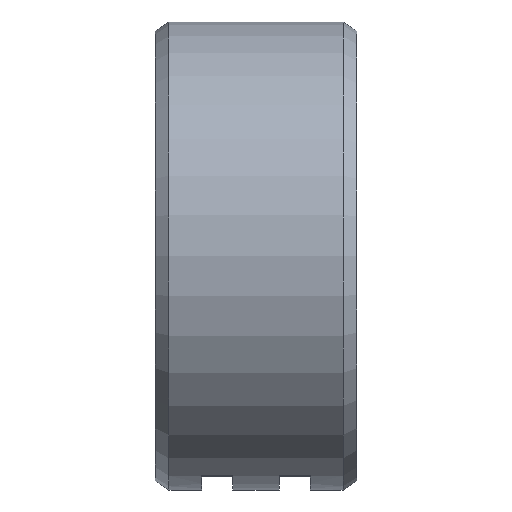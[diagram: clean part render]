
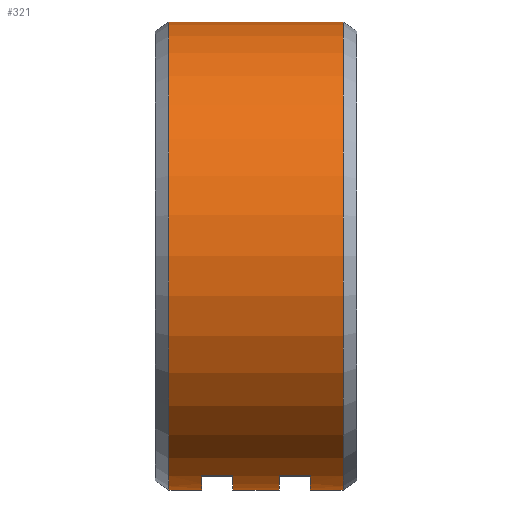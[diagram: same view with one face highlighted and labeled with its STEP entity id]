
A CAD part, top view. The second image highlights one B-rep face of the part: STEP entity #321.
In plain terms, the highlighted cylindrical face has radius 570 mm (diameter 1140 mm), a partial arc.
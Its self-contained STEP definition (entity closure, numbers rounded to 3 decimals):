
#243 = EDGE_CURVE( '', #521, #273, #651, .T. );
#247 = VERTEX_POINT( '', #655 );
#273 = VERTEX_POINT( '', #684 );
#289 = EDGE_CURVE( '', #547, #521, #701, .T. );
#293 = EDGE_CURVE( '', #507, #301, #706, .T. );
#297 = VERTEX_POINT( '', #710 );
#301 = VERTEX_POINT( '', #714 );
#309 = VERTEX_POINT( '', #722 );
#321 = ADVANCED_FACE( '', ( #735 ), #736, .T. );
#377 = EDGE_CURVE( '', #273, #507, #798, .T. );
#379 = EDGE_CURVE( '', #247, #441, #800, .T. );
#427 = EDGE_CURVE( '', #309, #547, #857, .T. );
#439 = EDGE_CURVE( '', #537, #585, #869, .T. );
#441 = VERTEX_POINT( '', #871 );
#467 = EDGE_CURVE( '', #297, #247, #901, .T. );
#483 = EDGE_CURVE( '', #309, #585, #917, .T. );
#507 = VERTEX_POINT( '', #945 );
#521 = VERTEX_POINT( '', #959 );
#525 = VERTEX_POINT( '', #963 );
#535 = EDGE_CURVE( '', #525, #537, #973, .T. );
#537 = VERTEX_POINT( '', #975 );
#543 = EDGE_CURVE( '', #441, #525, #981, .T. );
#547 = VERTEX_POINT( '', #985 );
#579 = EDGE_CURVE( '', #301, #297, #1023, .T. );
#585 = VERTEX_POINT( '', #1029 );
#651 = LINE( '', #1095, #1096 );
#655 = CARTESIAN_POINT( '', ( 132.5, -535.8, 194.469 ) );
#684 = CARTESIAN_POINT( '', ( -56.786, -535.8, 194.469 ) );
#701 = CIRCLE( '', #1163, 570. );
#706 = LINE( '', #1169, #1170 );
#710 = CARTESIAN_POINT( '', ( 56.786, -535.8, 194.469 ) );
#714 = CARTESIAN_POINT( '', ( 56.786, -570., 0. ) );
#722 = CARTESIAN_POINT( '', ( -212., -570., 0. ) );
#735 = FACE_OUTER_BOUND( '', #1210, .T. );
#736 = CYLINDRICAL_SURFACE( '', #1211, 570. );
#798 = CIRCLE( '', #1295, 570. );
#800 = CIRCLE( '', #1298, 570. );
#857 = LINE( '', #1372, #1373 );
#869 = LINE( '', #1390, #1391 );
#871 = CARTESIAN_POINT( '', ( 132.5, -570., 0. ) );
#901 = LINE( '', #1430, #1431 );
#917 = CIRCLE( '', #1457, 570. );
#945 = CARTESIAN_POINT( '', ( -56.786, -570., 0. ) );
#959 = CARTESIAN_POINT( '', ( -132.5, -535.8, 194.469 ) );
#963 = CARTESIAN_POINT( '', ( 212., -570., 0. ) );
#973 = CIRCLE( '', #1535, 570. );
#975 = CARTESIAN_POINT( '', ( 212., 570., 0. ) );
#981 = LINE( '', #1545, #1546 );
#985 = CARTESIAN_POINT( '', ( -132.5, -570., 0. ) );
#1023 = CIRCLE( '', #1598, 570. );
#1029 = CARTESIAN_POINT( '', ( -212., 570., 0. ) );
#1095 = CARTESIAN_POINT( '', ( -94.643, -535.8, 194.469 ) );
#1096 = VECTOR( '', #1669, 1. );
#1163 = AXIS2_PLACEMENT_3D( '', #1723, #1724, #1725 );
#1169 = CARTESIAN_POINT( '', ( 0., -570., 0. ) );
#1170 = VECTOR( '', #1733, 1. );
#1210 = EDGE_LOOP( '', ( #1756, #1757, #1758, #1759, #1760, #1761, #1762, #1763, #1764, #1765, #1766, #1767 ) );
#1211 = AXIS2_PLACEMENT_3D( '', #1768, #1769, #1770 );
#1295 = AXIS2_PLACEMENT_3D( '', #1846, #1847, #1848 );
#1298 = AXIS2_PLACEMENT_3D( '', #1849, #1850, #1851 );
#1372 = CARTESIAN_POINT( '', ( 0., -570., 0. ) );
#1373 = VECTOR( '', #1941, 1. );
#1390 = CARTESIAN_POINT( '', ( 0., 570., 0. ) );
#1391 = VECTOR( '', #1944, 1. );
#1430 = CARTESIAN_POINT( '', ( 94.643, -535.8, 194.469 ) );
#1431 = VECTOR( '', #1986, 1. );
#1457 = AXIS2_PLACEMENT_3D( '', #2004, #2005, #2006 );
#1535 = AXIS2_PLACEMENT_3D( '', #2069, #2070, #2071 );
#1545 = CARTESIAN_POINT( '', ( 0., -570., 0. ) );
#1546 = VECTOR( '', #2075, 1. );
#1598 = AXIS2_PLACEMENT_3D( '', #2132, #2133, #2134 );
#1669 = DIRECTION( '', ( 1., 0., 0. ) );
#1723 = CARTESIAN_POINT( '', ( -132.5, 0., 0. ) );
#1724 = DIRECTION( '', ( -1., 0., 0. ) );
#1725 = DIRECTION( '', ( 0., 1., 0. ) );
#1733 = DIRECTION( '', ( 1., 0., 0. ) );
#1756 = ORIENTED_EDGE( '', *, *, #439, .T. );
#1757 = ORIENTED_EDGE( '', *, *, #483, .F. );
#1758 = ORIENTED_EDGE( '', *, *, #427, .T. );
#1759 = ORIENTED_EDGE( '', *, *, #289, .T. );
#1760 = ORIENTED_EDGE( '', *, *, #243, .T. );
#1761 = ORIENTED_EDGE( '', *, *, #377, .T. );
#1762 = ORIENTED_EDGE( '', *, *, #293, .T. );
#1763 = ORIENTED_EDGE( '', *, *, #579, .T. );
#1764 = ORIENTED_EDGE( '', *, *, #467, .T. );
#1765 = ORIENTED_EDGE( '', *, *, #379, .T. );
#1766 = ORIENTED_EDGE( '', *, *, #543, .T. );
#1767 = ORIENTED_EDGE( '', *, *, #535, .T. );
#1768 = CARTESIAN_POINT( '', ( 0., 0., 0. ) );
#1769 = DIRECTION( '', ( 1., 0., 0. ) );
#1770 = DIRECTION( '', ( 0., 1., 0. ) );
#1846 = CARTESIAN_POINT( '', ( -56.786, 0., 0. ) );
#1847 = DIRECTION( '', ( 1., 0., 0. ) );
#1848 = DIRECTION( '', ( 0., 1., 0. ) );
#1849 = CARTESIAN_POINT( '', ( 132.5, 0., 0. ) );
#1850 = DIRECTION( '', ( 1., 0., 0. ) );
#1851 = DIRECTION( '', ( 0., 1., 0. ) );
#1941 = DIRECTION( '', ( 1., 0., 0. ) );
#1944 = DIRECTION( '', ( -1., 0., 0. ) );
#1986 = DIRECTION( '', ( 1., 0., 0. ) );
#2004 = CARTESIAN_POINT( '', ( -212., 0., 0. ) );
#2005 = DIRECTION( '', ( -1., 0., 0. ) );
#2006 = DIRECTION( '', ( 0., 1., 0. ) );
#2069 = CARTESIAN_POINT( '', ( 212., 0., 0. ) );
#2070 = DIRECTION( '', ( -1., 0., 0. ) );
#2071 = DIRECTION( '', ( 0., 1., 0. ) );
#2075 = DIRECTION( '', ( 1., 0., 0. ) );
#2132 = CARTESIAN_POINT( '', ( 56.786, 0., 0. ) );
#2133 = DIRECTION( '', ( -1., 0., 0. ) );
#2134 = DIRECTION( '', ( 0., 1., 0. ) );
